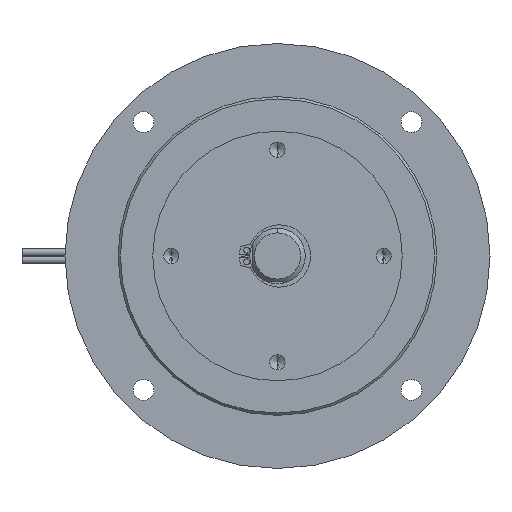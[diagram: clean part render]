
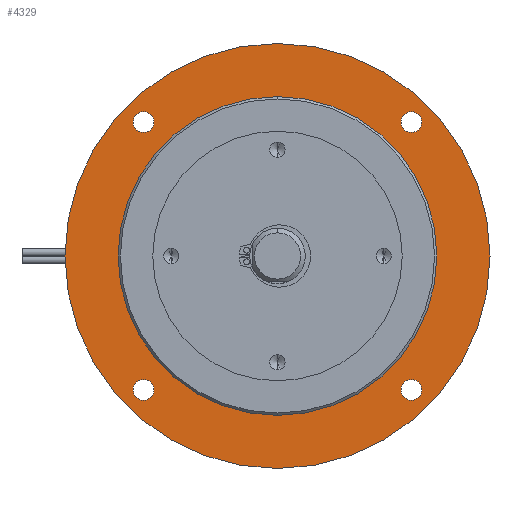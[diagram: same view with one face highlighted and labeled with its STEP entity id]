
A CAD part, left-side view. The second image highlights one B-rep face of the part: STEP entity #4329.
In plain terms, the highlighted planar face has unit normal (-1, 0, 0).
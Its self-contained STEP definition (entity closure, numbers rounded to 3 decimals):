
#158 = ORIENTED_EDGE ( 'NONE', *, *, #2682, .T. ) ;
#168 = VERTEX_POINT ( 'NONE', #2479 ) ;
#236 = ORIENTED_EDGE ( 'NONE', *, *, #350, .F. ) ;
#237 = AXIS2_PLACEMENT_3D ( 'NONE', #286, #2934, #654 ) ;
#241 = DIRECTION ( 'NONE',  ( -1., 0., 0. ) ) ;
#244 = EDGE_CURVE ( 'NONE', #4052, #4425, #2174, .T. ) ;
#284 = AXIS2_PLACEMENT_3D ( 'NONE', #287, #3753, #3313 ) ;
#286 = CARTESIAN_POINT ( 'NONE',  ( 0., 0., 0. ) ) ;
#287 = CARTESIAN_POINT ( 'NONE',  ( 0., 28.991, -28.991 ) ) ;
#308 = AXIS2_PLACEMENT_3D ( 'NONE', #3600, #2503, #4444 ) ;
#350 = EDGE_CURVE ( 'NONE', #2887, #3247, #1532, .T. ) ;
#365 = ORIENTED_EDGE ( 'NONE', *, *, #1542, .F. ) ;
#421 = CARTESIAN_POINT ( 'NONE',  ( 0., 0., -34.5 ) ) ;
#479 = CARTESIAN_POINT ( 'NONE',  ( 0., 28.991, -26.741 ) ) ;
#627 = FACE_OUTER_BOUND ( 'NONE', #3186, .T. ) ;
#654 = DIRECTION ( 'NONE',  ( 0., 0., 1. ) ) ;
#741 = CIRCLE ( 'NONE', #2739, 34.5 ) ;
#818 = EDGE_LOOP ( 'NONE', ( #4699, #1660 ) ) ;
#848 = VERTEX_POINT ( 'NONE', #3471 ) ;
#899 = DIRECTION ( 'NONE',  ( -1., 0., 0. ) ) ;
#1065 = AXIS2_PLACEMENT_3D ( 'NONE', #4076, #1421, #1086 ) ;
#1086 = DIRECTION ( 'NONE',  ( 0., 0., 1. ) ) ;
#1089 = EDGE_CURVE ( 'NONE', #168, #3009, #1392, .T. ) ;
#1091 = EDGE_LOOP ( 'NONE', ( #3720, #2984 ) ) ;
#1110 = DIRECTION ( 'NONE',  ( 0., 0., 1. ) ) ;
#1116 = AXIS2_PLACEMENT_3D ( 'NONE', #4656, #2345, #4504 ) ;
#1203 = DIRECTION ( 'NONE',  ( -1., 0., 0. ) ) ;
#1272 = AXIS2_PLACEMENT_3D ( 'NONE', #3105, #2735, #4682 ) ;
#1358 = DIRECTION ( 'NONE',  ( 0., 0., 1. ) ) ;
#1392 = CIRCLE ( 'NONE', #3702, 34.5 ) ;
#1421 = DIRECTION ( 'NONE',  ( -1., 0., 0. ) ) ;
#1442 = DIRECTION ( 'NONE',  ( 0., 0., 1. ) ) ;
#1465 = VERTEX_POINT ( 'NONE', #3774 ) ;
#1514 = CARTESIAN_POINT ( 'NONE',  ( 0., 28.991, 28.991 ) ) ;
#1515 = CIRCLE ( 'NONE', #1065, 2.25 ) ;
#1524 = ORIENTED_EDGE ( 'NONE', *, *, #3688, .T. ) ;
#1532 = CIRCLE ( 'NONE', #1939, 2.25 ) ;
#1542 = EDGE_CURVE ( 'NONE', #848, #3196, #4534, .T. ) ;
#1635 = FACE_BOUND ( 'NONE', #1091, .T. ) ;
#1660 = ORIENTED_EDGE ( 'NONE', *, *, #4963, .F. ) ;
#1661 = CARTESIAN_POINT ( 'NONE',  ( 0., -28.991, -28.991 ) ) ;
#1714 = CARTESIAN_POINT ( 'NONE',  ( 0., 0., 0. ) ) ;
#1716 = AXIS2_PLACEMENT_3D ( 'NONE', #4469, #2583, #1442 ) ;
#1819 = ORIENTED_EDGE ( 'NONE', *, *, #2664, .F. ) ;
#1824 = ORIENTED_EDGE ( 'NONE', *, *, #4136, .F. ) ;
#1939 = AXIS2_PLACEMENT_3D ( 'NONE', #1514, #3757, #1110 ) ;
#2013 = EDGE_LOOP ( 'NONE', ( #3661, #4965 ) ) ;
#2146 = VERTEX_POINT ( 'NONE', #3716 ) ;
#2164 = CARTESIAN_POINT ( 'NONE',  ( 0., -28.991, 26.741 ) ) ;
#2174 = CIRCLE ( 'NONE', #4716, 2.25 ) ;
#2345 = DIRECTION ( 'NONE',  ( -1., 0., 0. ) ) ;
#2406 = CIRCLE ( 'NONE', #1116, 2.25 ) ;
#2479 = CARTESIAN_POINT ( 'NONE',  ( 0., 0., 34.5 ) ) ;
#2503 = DIRECTION ( 'NONE',  ( -1., 0., 0. ) ) ;
#2522 = EDGE_CURVE ( 'NONE', #3009, #168, #741, .T. ) ;
#2556 = DIRECTION ( 'NONE',  ( 0., 0., 1. ) ) ;
#2583 = DIRECTION ( 'NONE',  ( -1., 0., 0. ) ) ;
#2664 = EDGE_CURVE ( 'NONE', #3196, #848, #2406, .T. ) ;
#2670 = EDGE_LOOP ( 'NONE', ( #365, #1819 ) ) ;
#2682 = EDGE_CURVE ( 'NONE', #4642, #2146, #4820, .T. ) ;
#2735 = DIRECTION ( 'NONE',  ( 1., 0., 0. ) ) ;
#2739 = AXIS2_PLACEMENT_3D ( 'NONE', #1714, #241, #3657 ) ;
#2748 = DIRECTION ( 'NONE',  ( 0., 0., 1. ) ) ;
#2887 = VERTEX_POINT ( 'NONE', #3061 ) ;
#2934 = DIRECTION ( 'NONE',  ( -1., 0., 0. ) ) ;
#2935 = CARTESIAN_POINT ( 'NONE',  ( 0., -28.991, -28.991 ) ) ;
#2962 = CIRCLE ( 'NONE', #284, 2.25 ) ;
#2984 = ORIENTED_EDGE ( 'NONE', *, *, #3534, .F. ) ;
#3003 = CARTESIAN_POINT ( 'NONE',  ( 0., 0., 46. ) ) ;
#3009 = VERTEX_POINT ( 'NONE', #421 ) ;
#3047 = AXIS2_PLACEMENT_3D ( 'NONE', #4722, #1203, #2748 ) ;
#3061 = CARTESIAN_POINT ( 'NONE',  ( 0., 28.991, 26.741 ) ) ;
#3096 = CIRCLE ( 'NONE', #308, 2.25 ) ;
#3105 = CARTESIAN_POINT ( 'NONE',  ( 0., 0., 0. ) ) ;
#3129 = PLANE ( 'NONE',  #1272 ) ;
#3186 = EDGE_LOOP ( 'NONE', ( #158, #1524 ) ) ;
#3196 = VERTEX_POINT ( 'NONE', #2164 ) ;
#3247 = VERTEX_POINT ( 'NONE', #4093 ) ;
#3280 = DIRECTION ( 'NONE',  ( -1., 0., 0. ) ) ;
#3313 = DIRECTION ( 'NONE',  ( 0., 0., 1. ) ) ;
#3375 = CIRCLE ( 'NONE', #4860, 2.25 ) ;
#3448 = CIRCLE ( 'NONE', #1716, 46. ) ;
#3471 = CARTESIAN_POINT ( 'NONE',  ( 0., -28.991, 31.241 ) ) ;
#3534 = EDGE_CURVE ( 'NONE', #1465, #4598, #3096, .T. ) ;
#3568 = FACE_BOUND ( 'NONE', #2013, .T. ) ;
#3600 = CARTESIAN_POINT ( 'NONE',  ( 0., 28.991, -28.991 ) ) ;
#3611 = CARTESIAN_POINT ( 'NONE',  ( 0., -28.991, -26.741 ) ) ;
#3649 = EDGE_CURVE ( 'NONE', #4598, #1465, #2962, .T. ) ;
#3657 = DIRECTION ( 'NONE',  ( 0., 0., 1. ) ) ;
#3661 = ORIENTED_EDGE ( 'NONE', *, *, #1089, .F. ) ;
#3667 = DIRECTION ( 'NONE',  ( -1., 0., 0. ) ) ;
#3688 = EDGE_CURVE ( 'NONE', #2146, #4642, #3448, .T. ) ;
#3702 = AXIS2_PLACEMENT_3D ( 'NONE', #4382, #3667, #2556 ) ;
#3716 = CARTESIAN_POINT ( 'NONE',  ( 0., 0., -46. ) ) ;
#3720 = ORIENTED_EDGE ( 'NONE', *, *, #3649, .F. ) ;
#3753 = DIRECTION ( 'NONE',  ( -1., 0., 0. ) ) ;
#3757 = DIRECTION ( 'NONE',  ( -1., 0., 0. ) ) ;
#3774 = CARTESIAN_POINT ( 'NONE',  ( 0., 28.991, -31.241 ) ) ;
#3863 = CARTESIAN_POINT ( 'NONE',  ( 0., -28.991, -31.241 ) ) ;
#4022 = EDGE_LOOP ( 'NONE', ( #1824, #236 ) ) ;
#4052 = VERTEX_POINT ( 'NONE', #3611 ) ;
#4076 = CARTESIAN_POINT ( 'NONE',  ( 0., 28.991, 28.991 ) ) ;
#4093 = CARTESIAN_POINT ( 'NONE',  ( 0., 28.991, 31.241 ) ) ;
#4136 = EDGE_CURVE ( 'NONE', #3247, #2887, #1515, .T. ) ;
#4222 = FACE_BOUND ( 'NONE', #4022, .T. ) ;
#4329 = ADVANCED_FACE ( 'NONE', ( #4718, #4595, #1635, #4222, #3568, #627 ), #3129, .F. ) ;
#4360 = DIRECTION ( 'NONE',  ( 0., 0., 1. ) ) ;
#4382 = CARTESIAN_POINT ( 'NONE',  ( 0., 0., 0. ) ) ;
#4425 = VERTEX_POINT ( 'NONE', #3863 ) ;
#4444 = DIRECTION ( 'NONE',  ( 0., 0., 1. ) ) ;
#4469 = CARTESIAN_POINT ( 'NONE',  ( 0., 0., 0. ) ) ;
#4504 = DIRECTION ( 'NONE',  ( 0., 0., 1. ) ) ;
#4534 = CIRCLE ( 'NONE', #3047, 2.25 ) ;
#4595 = FACE_BOUND ( 'NONE', #818, .T. ) ;
#4598 = VERTEX_POINT ( 'NONE', #479 ) ;
#4642 = VERTEX_POINT ( 'NONE', #3003 ) ;
#4656 = CARTESIAN_POINT ( 'NONE',  ( 0., -28.991, 28.991 ) ) ;
#4682 = DIRECTION ( 'NONE',  ( 0., 0., -1. ) ) ;
#4699 = ORIENTED_EDGE ( 'NONE', *, *, #244, .F. ) ;
#4716 = AXIS2_PLACEMENT_3D ( 'NONE', #2935, #3280, #1358 ) ;
#4718 = FACE_BOUND ( 'NONE', #2670, .T. ) ;
#4722 = CARTESIAN_POINT ( 'NONE',  ( 0., -28.991, 28.991 ) ) ;
#4820 = CIRCLE ( 'NONE', #237, 46. ) ;
#4860 = AXIS2_PLACEMENT_3D ( 'NONE', #1661, #899, #4360 ) ;
#4963 = EDGE_CURVE ( 'NONE', #4425, #4052, #3375, .T. ) ;
#4965 = ORIENTED_EDGE ( 'NONE', *, *, #2522, .F. ) ;
